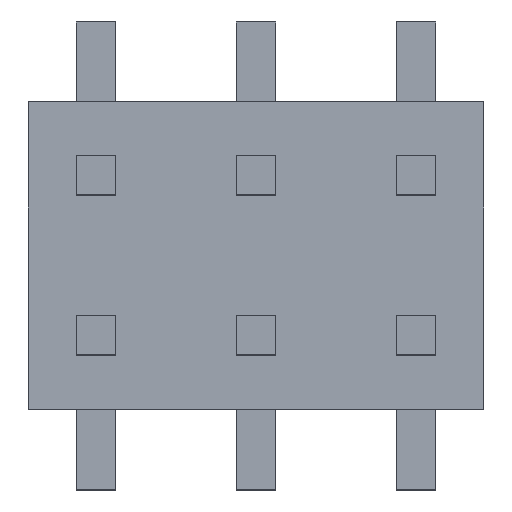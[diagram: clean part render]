
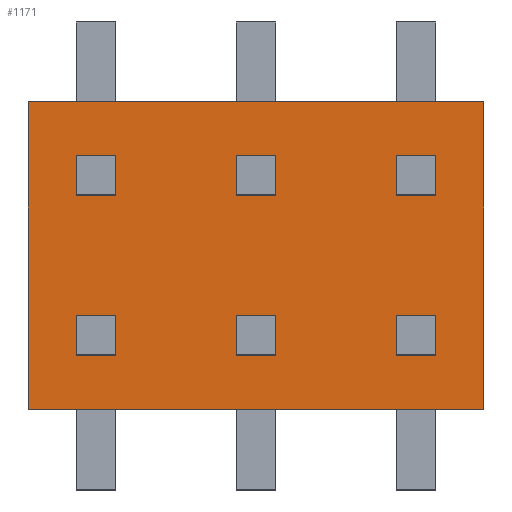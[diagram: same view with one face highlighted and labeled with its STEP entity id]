
A CAD part, top view. The second image highlights one B-rep face of the part: STEP entity #1171.
In plain terms, the highlighted planar face has unit normal (0, 0, 1).
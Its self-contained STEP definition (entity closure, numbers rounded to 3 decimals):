
#72=DIRECTION('',(0.,-1.,0.));
#73=VECTOR('',#72,4.877);
#74=CARTESIAN_POINT('',(3.607,2.438,0.));
#75=LINE('',#74,#73);
#76=DIRECTION('',(-1.,0.,0.));
#77=VECTOR('',#76,7.214);
#78=CARTESIAN_POINT('',(3.607,-2.438,0.));
#79=LINE('',#78,#77);
#80=DIRECTION('',(0.,1.,0.));
#81=VECTOR('',#80,4.877);
#82=CARTESIAN_POINT('',(-3.607,-2.438,0.));
#83=LINE('',#82,#81);
#84=DIRECTION('',(1.,0.,0.));
#85=VECTOR('',#84,7.214);
#86=CARTESIAN_POINT('',(-3.607,2.438,0.));
#87=LINE('',#86,#85);
#88=DIRECTION('',(0.,1.,0.));
#89=VECTOR('',#88,0.622);
#90=CARTESIAN_POINT('',(2.229,-1.581,0.));
#91=LINE('',#90,#89);
#92=DIRECTION('',(1.,0.,0.));
#93=VECTOR('',#92,0.622);
#94=CARTESIAN_POINT('',(2.229,-1.581,0.));
#95=LINE('',#94,#93);
#96=DIRECTION('',(0.,1.,0.));
#97=VECTOR('',#96,0.622);
#98=CARTESIAN_POINT('',(2.851,-1.581,0.));
#99=LINE('',#98,#97);
#100=DIRECTION('',(1.,0.,0.));
#101=VECTOR('',#100,0.622);
#102=CARTESIAN_POINT('',(2.229,-0.959,0.));
#103=LINE('',#102,#101);
#104=DIRECTION('',(0.,1.,0.));
#105=VECTOR('',#104,0.622);
#106=CARTESIAN_POINT('',(2.229,0.959,0.));
#107=LINE('',#106,#105);
#108=DIRECTION('',(1.,0.,0.));
#109=VECTOR('',#108,0.622);
#110=CARTESIAN_POINT('',(2.229,0.959,0.));
#111=LINE('',#110,#109);
#112=DIRECTION('',(0.,1.,0.));
#113=VECTOR('',#112,0.622);
#114=CARTESIAN_POINT('',(2.851,0.959,0.));
#115=LINE('',#114,#113);
#116=DIRECTION('',(1.,0.,0.));
#117=VECTOR('',#116,0.622);
#118=CARTESIAN_POINT('',(2.229,1.581,0.));
#119=LINE('',#118,#117);
#120=DIRECTION('',(0.,1.,0.));
#121=VECTOR('',#120,0.622);
#122=CARTESIAN_POINT('',(-0.311,-1.581,0.));
#123=LINE('',#122,#121);
#124=DIRECTION('',(1.,0.,0.));
#125=VECTOR('',#124,0.622);
#126=CARTESIAN_POINT('',(-0.311,-1.581,0.));
#127=LINE('',#126,#125);
#128=DIRECTION('',(0.,1.,0.));
#129=VECTOR('',#128,0.622);
#130=CARTESIAN_POINT('',(0.311,-1.581,0.));
#131=LINE('',#130,#129);
#132=DIRECTION('',(1.,0.,0.));
#133=VECTOR('',#132,0.622);
#134=CARTESIAN_POINT('',(-0.311,-0.959,0.));
#135=LINE('',#134,#133);
#136=DIRECTION('',(0.,1.,0.));
#137=VECTOR('',#136,0.622);
#138=CARTESIAN_POINT('',(-0.311,0.959,0.));
#139=LINE('',#138,#137);
#140=DIRECTION('',(1.,0.,0.));
#141=VECTOR('',#140,0.622);
#142=CARTESIAN_POINT('',(-0.311,0.959,0.));
#143=LINE('',#142,#141);
#144=DIRECTION('',(0.,1.,0.));
#145=VECTOR('',#144,0.622);
#146=CARTESIAN_POINT('',(0.311,0.959,0.));
#147=LINE('',#146,#145);
#148=DIRECTION('',(1.,0.,0.));
#149=VECTOR('',#148,0.622);
#150=CARTESIAN_POINT('',(-0.311,1.581,0.));
#151=LINE('',#150,#149);
#152=DIRECTION('',(0.,1.,0.));
#153=VECTOR('',#152,0.622);
#154=CARTESIAN_POINT('',(-2.851,-1.581,0.));
#155=LINE('',#154,#153);
#156=DIRECTION('',(1.,0.,0.));
#157=VECTOR('',#156,0.622);
#158=CARTESIAN_POINT('',(-2.851,-1.581,0.));
#159=LINE('',#158,#157);
#160=DIRECTION('',(0.,1.,0.));
#161=VECTOR('',#160,0.622);
#162=CARTESIAN_POINT('',(-2.229,-1.581,0.));
#163=LINE('',#162,#161);
#164=DIRECTION('',(1.,0.,0.));
#165=VECTOR('',#164,0.622);
#166=CARTESIAN_POINT('',(-2.851,-0.959,0.));
#167=LINE('',#166,#165);
#168=DIRECTION('',(0.,1.,0.));
#169=VECTOR('',#168,0.622);
#170=CARTESIAN_POINT('',(-2.851,0.959,0.));
#171=LINE('',#170,#169);
#172=DIRECTION('',(1.,0.,0.));
#173=VECTOR('',#172,0.622);
#174=CARTESIAN_POINT('',(-2.851,0.959,0.));
#175=LINE('',#174,#173);
#176=DIRECTION('',(0.,1.,0.));
#177=VECTOR('',#176,0.622);
#178=CARTESIAN_POINT('',(-2.229,0.959,0.));
#179=LINE('',#178,#177);
#180=DIRECTION('',(1.,0.,0.));
#181=VECTOR('',#180,0.622);
#182=CARTESIAN_POINT('',(-2.851,1.581,0.));
#183=LINE('',#182,#181);
#840=CARTESIAN_POINT('',(3.607,2.438,0.));
#841=CARTESIAN_POINT('',(3.607,-2.438,0.));
#842=VERTEX_POINT('',#840);
#843=VERTEX_POINT('',#841);
#844=CARTESIAN_POINT('',(-3.607,-2.438,0.));
#845=VERTEX_POINT('',#844);
#846=CARTESIAN_POINT('',(-3.607,2.438,0.));
#847=VERTEX_POINT('',#846);
#904=CARTESIAN_POINT('',(2.229,-1.581,0.));
#905=CARTESIAN_POINT('',(2.229,-0.959,0.));
#906=VERTEX_POINT('',#904);
#907=VERTEX_POINT('',#905);
#908=CARTESIAN_POINT('',(2.229,0.959,0.));
#909=CARTESIAN_POINT('',(2.229,1.581,0.));
#910=VERTEX_POINT('',#908);
#911=VERTEX_POINT('',#909);
#912=CARTESIAN_POINT('',(2.851,-1.581,0.));
#913=CARTESIAN_POINT('',(2.851,-0.959,0.));
#914=VERTEX_POINT('',#912);
#915=VERTEX_POINT('',#913);
#916=CARTESIAN_POINT('',(2.851,0.959,0.));
#917=CARTESIAN_POINT('',(2.851,1.581,0.));
#918=VERTEX_POINT('',#916);
#919=VERTEX_POINT('',#917);
#984=CARTESIAN_POINT('',(-0.311,-1.581,0.));
#985=CARTESIAN_POINT('',(-0.311,-0.959,0.));
#986=VERTEX_POINT('',#984);
#987=VERTEX_POINT('',#985);
#988=CARTESIAN_POINT('',(-0.311,0.959,0.));
#989=CARTESIAN_POINT('',(-0.311,1.581,0.));
#990=VERTEX_POINT('',#988);
#991=VERTEX_POINT('',#989);
#992=CARTESIAN_POINT('',(0.311,-1.581,0.));
#993=CARTESIAN_POINT('',(0.311,-0.959,0.));
#994=VERTEX_POINT('',#992);
#995=VERTEX_POINT('',#993);
#996=CARTESIAN_POINT('',(0.311,0.959,0.));
#997=CARTESIAN_POINT('',(0.311,1.581,0.));
#998=VERTEX_POINT('',#996);
#999=VERTEX_POINT('',#997);
#1064=CARTESIAN_POINT('',(-2.851,-1.581,0.));
#1065=CARTESIAN_POINT('',(-2.851,-0.959,0.));
#1066=VERTEX_POINT('',#1064);
#1067=VERTEX_POINT('',#1065);
#1068=CARTESIAN_POINT('',(-2.851,0.959,0.));
#1069=CARTESIAN_POINT('',(-2.851,1.581,0.));
#1070=VERTEX_POINT('',#1068);
#1071=VERTEX_POINT('',#1069);
#1072=CARTESIAN_POINT('',(-2.229,-1.581,0.));
#1073=CARTESIAN_POINT('',(-2.229,-0.959,0.));
#1074=VERTEX_POINT('',#1072);
#1075=VERTEX_POINT('',#1073);
#1076=CARTESIAN_POINT('',(-2.229,0.959,0.));
#1077=CARTESIAN_POINT('',(-2.229,1.581,0.));
#1078=VERTEX_POINT('',#1076);
#1079=VERTEX_POINT('',#1077);
#1096=CARTESIAN_POINT('',(0.,0.,0.));
#1097=DIRECTION('',(0.,0.,-1.));
#1098=DIRECTION('',(-1.,0.,0.));
#1099=AXIS2_PLACEMENT_3D('',#1096,#1097,#1098);
#1100=PLANE('',#1099);
#1102=ORIENTED_EDGE('',*,*,#1101,.T.);
#1104=ORIENTED_EDGE('',*,*,#1103,.T.);
#1106=ORIENTED_EDGE('',*,*,#1105,.T.);
#1108=ORIENTED_EDGE('',*,*,#1107,.T.);
#1109=EDGE_LOOP('',(#1102,#1104,#1106,#1108));
#1110=FACE_OUTER_BOUND('',#1109,.F.);
#1112=ORIENTED_EDGE('',*,*,#1111,.F.);
#1114=ORIENTED_EDGE('',*,*,#1113,.T.);
#1116=ORIENTED_EDGE('',*,*,#1115,.T.);
#1118=ORIENTED_EDGE('',*,*,#1117,.F.);
#1119=EDGE_LOOP('',(#1112,#1114,#1116,#1118));
#1120=FACE_BOUND('',#1119,.F.);
#1122=ORIENTED_EDGE('',*,*,#1121,.F.);
#1124=ORIENTED_EDGE('',*,*,#1123,.T.);
#1126=ORIENTED_EDGE('',*,*,#1125,.T.);
#1128=ORIENTED_EDGE('',*,*,#1127,.F.);
#1129=EDGE_LOOP('',(#1122,#1124,#1126,#1128));
#1130=FACE_BOUND('',#1129,.F.);
#1132=ORIENTED_EDGE('',*,*,#1131,.F.);
#1134=ORIENTED_EDGE('',*,*,#1133,.T.);
#1136=ORIENTED_EDGE('',*,*,#1135,.T.);
#1138=ORIENTED_EDGE('',*,*,#1137,.F.);
#1139=EDGE_LOOP('',(#1132,#1134,#1136,#1138));
#1140=FACE_BOUND('',#1139,.F.);
#1142=ORIENTED_EDGE('',*,*,#1141,.F.);
#1144=ORIENTED_EDGE('',*,*,#1143,.T.);
#1146=ORIENTED_EDGE('',*,*,#1145,.T.);
#1148=ORIENTED_EDGE('',*,*,#1147,.F.);
#1149=EDGE_LOOP('',(#1142,#1144,#1146,#1148));
#1150=FACE_BOUND('',#1149,.F.);
#1152=ORIENTED_EDGE('',*,*,#1151,.F.);
#1154=ORIENTED_EDGE('',*,*,#1153,.T.);
#1156=ORIENTED_EDGE('',*,*,#1155,.T.);
#1158=ORIENTED_EDGE('',*,*,#1157,.F.);
#1159=EDGE_LOOP('',(#1152,#1154,#1156,#1158));
#1160=FACE_BOUND('',#1159,.F.);
#1162=ORIENTED_EDGE('',*,*,#1161,.F.);
#1164=ORIENTED_EDGE('',*,*,#1163,.T.);
#1166=ORIENTED_EDGE('',*,*,#1165,.T.);
#1168=ORIENTED_EDGE('',*,*,#1167,.F.);
#1169=EDGE_LOOP('',(#1162,#1164,#1166,#1168));
#1170=FACE_BOUND('',#1169,.F.);
#1171=ADVANCED_FACE('',(#1110,#1120,#1130,#1140,#1150,#1160,#1170),#1100,.F.);
#1101=EDGE_CURVE('',#842,#843,#75,.T.);
#1103=EDGE_CURVE('',#843,#845,#79,.T.);
#1105=EDGE_CURVE('',#845,#847,#83,.T.);
#1107=EDGE_CURVE('',#847,#842,#87,.T.);
#1111=EDGE_CURVE('',#906,#907,#91,.T.);
#1113=EDGE_CURVE('',#906,#914,#95,.T.);
#1115=EDGE_CURVE('',#914,#915,#99,.T.);
#1117=EDGE_CURVE('',#907,#915,#103,.T.);
#1121=EDGE_CURVE('',#910,#911,#107,.T.);
#1123=EDGE_CURVE('',#910,#918,#111,.T.);
#1125=EDGE_CURVE('',#918,#919,#115,.T.);
#1127=EDGE_CURVE('',#911,#919,#119,.T.);
#1131=EDGE_CURVE('',#986,#987,#123,.T.);
#1133=EDGE_CURVE('',#986,#994,#127,.T.);
#1135=EDGE_CURVE('',#994,#995,#131,.T.);
#1137=EDGE_CURVE('',#987,#995,#135,.T.);
#1141=EDGE_CURVE('',#990,#991,#139,.T.);
#1143=EDGE_CURVE('',#990,#998,#143,.T.);
#1145=EDGE_CURVE('',#998,#999,#147,.T.);
#1147=EDGE_CURVE('',#991,#999,#151,.T.);
#1151=EDGE_CURVE('',#1066,#1067,#155,.T.);
#1153=EDGE_CURVE('',#1066,#1074,#159,.T.);
#1155=EDGE_CURVE('',#1074,#1075,#163,.T.);
#1157=EDGE_CURVE('',#1067,#1075,#167,.T.);
#1161=EDGE_CURVE('',#1070,#1071,#171,.T.);
#1163=EDGE_CURVE('',#1070,#1078,#175,.T.);
#1165=EDGE_CURVE('',#1078,#1079,#179,.T.);
#1167=EDGE_CURVE('',#1071,#1079,#183,.T.);
